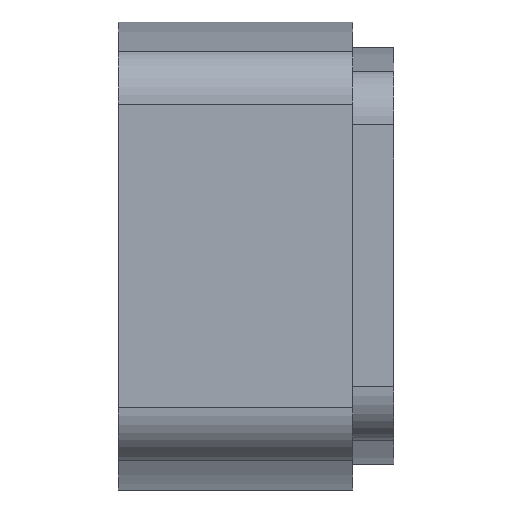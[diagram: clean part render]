
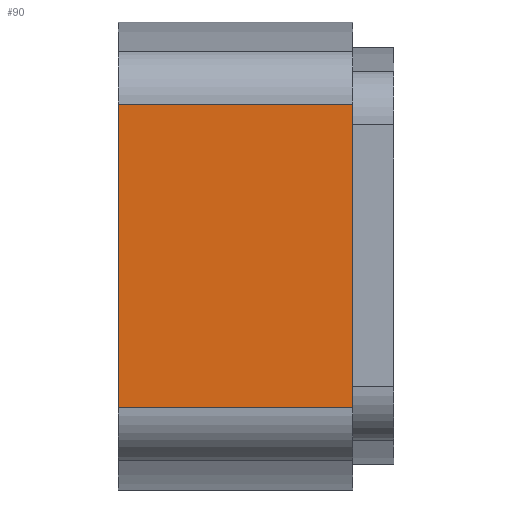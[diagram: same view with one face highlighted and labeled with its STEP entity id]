
A CAD part, left-side view. The second image highlights one B-rep face of the part: STEP entity #90.
In plain terms, the highlighted planar face has unit normal (-1, 0, 0).
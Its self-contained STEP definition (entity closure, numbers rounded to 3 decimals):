
#36 = LINE ( 'NONE', #1576, #253 ) ;
#90 = ADVANCED_FACE ( 'NONE', ( #1660 ), #1303, .F. ) ;
#96 = EDGE_LOOP ( 'NONE', ( #562, #941, #839, #233 ) ) ;
#233 = ORIENTED_EDGE ( 'NONE', *, *, #1534, .T. ) ;
#253 = VECTOR ( 'NONE', #710, 1000. ) ;
#260 = CARTESIAN_POINT ( 'NONE',  ( -24.25, 17., 11. ) ) ;
#271 = CARTESIAN_POINT ( 'NONE',  ( -24.25, 17., -11. ) ) ;
#298 = DIRECTION ( 'NONE',  ( 0., 0., 1. ) ) ;
#388 = AXIS2_PLACEMENT_3D ( 'NONE', #271, #1554, #517 ) ;
#446 = DIRECTION ( 'NONE',  ( 0., -1., 0. ) ) ;
#517 = DIRECTION ( 'NONE',  ( 0., 0., -1. ) ) ;
#534 = EDGE_CURVE ( 'NONE', #1078, #674, #1552, .T. ) ;
#562 = ORIENTED_EDGE ( 'NONE', *, *, #1279, .T. ) ;
#634 = VECTOR ( 'NONE', #785, 1000. ) ;
#660 = VECTOR ( 'NONE', #298, 1000. ) ;
#674 = VERTEX_POINT ( 'NONE', #700 ) ;
#700 = CARTESIAN_POINT ( 'NONE',  ( -24.25, 0., 11. ) ) ;
#710 = DIRECTION ( 'NONE',  ( 0., 0., 1. ) ) ;
#732 = VERTEX_POINT ( 'NONE', #753 ) ;
#753 = CARTESIAN_POINT ( 'NONE',  ( -24.25, 0., -11. ) ) ;
#785 = DIRECTION ( 'NONE',  ( 0., -1., 0. ) ) ;
#834 = CARTESIAN_POINT ( 'NONE',  ( -24.25, 17., -11. ) ) ;
#839 = ORIENTED_EDGE ( 'NONE', *, *, #1329, .F. ) ;
#941 = ORIENTED_EDGE ( 'NONE', *, *, #534, .F. ) ;
#946 = LINE ( 'NONE', #834, #660 ) ;
#1027 = CARTESIAN_POINT ( 'NONE',  ( -24.25, 17., -11. ) ) ;
#1078 = VERTEX_POINT ( 'NONE', #1247 ) ;
#1090 = CARTESIAN_POINT ( 'NONE',  ( -24.25, 17., -11. ) ) ;
#1242 = VERTEX_POINT ( 'NONE', #1027 ) ;
#1247 = CARTESIAN_POINT ( 'NONE',  ( -24.25, 17., 11. ) ) ;
#1279 = EDGE_CURVE ( 'NONE', #732, #674, #36, .T. ) ;
#1303 = PLANE ( 'NONE',  #388 ) ;
#1329 = EDGE_CURVE ( 'NONE', #1242, #1078, #946, .T. ) ;
#1469 = VECTOR ( 'NONE', #446, 1000. ) ;
#1534 = EDGE_CURVE ( 'NONE', #1242, #732, #1604, .T. ) ;
#1552 = LINE ( 'NONE', #260, #634 ) ;
#1554 = DIRECTION ( 'NONE',  ( 1., 0., 0. ) ) ;
#1576 = CARTESIAN_POINT ( 'NONE',  ( -24.25, 0., -11. ) ) ;
#1604 = LINE ( 'NONE', #1090, #1469 ) ;
#1660 = FACE_OUTER_BOUND ( 'NONE', #96, .T. ) ;
